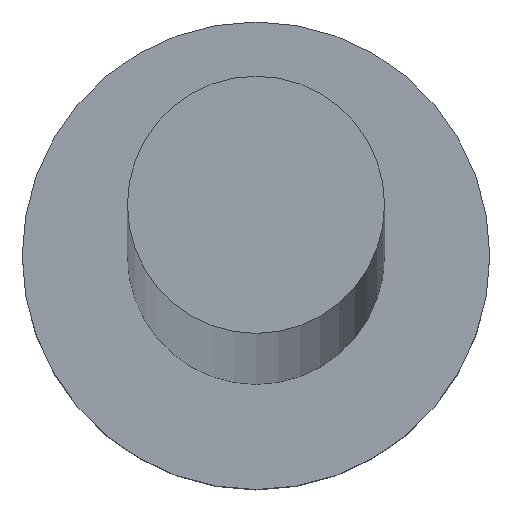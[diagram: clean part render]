
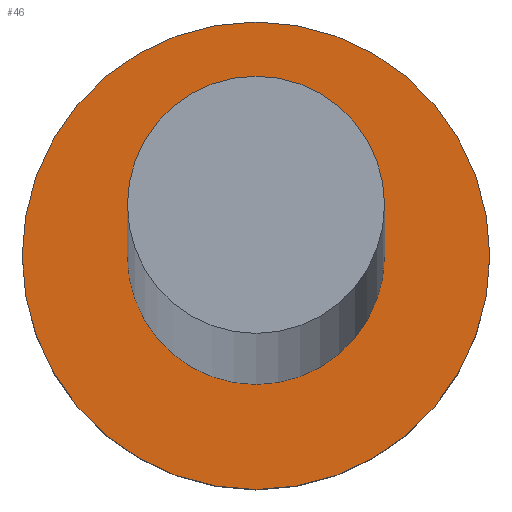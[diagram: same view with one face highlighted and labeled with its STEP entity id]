
A CAD part, top view. The second image highlights one B-rep face of the part: STEP entity #46.
In plain terms, the highlighted planar face has unit normal (0, 0, 1).
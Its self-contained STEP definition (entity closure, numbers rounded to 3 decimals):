
#3 = ORIENTED_EDGE ( 'NONE', *, *, #117, .T. ) ;
#4 = CIRCLE ( 'NONE', #37, 2. ) ;
#7 = FACE_OUTER_BOUND ( 'NONE', #201, .T. ) ;
#11 = CARTESIAN_POINT ( 'NONE',  ( 0., 0., 2. ) ) ;
#18 = ORIENTED_EDGE ( 'NONE', *, *, #244, .F. ) ;
#20 = DIRECTION ( 'NONE',  ( 0., 0., 1. ) ) ;
#27 = FACE_BOUND ( 'NONE', #105, .T. ) ;
#37 = AXIS2_PLACEMENT_3D ( 'NONE', #11, #175, #66 ) ;
#46 = ADVANCED_FACE ( 'NONE', ( #27, #7 ), #190, .T. ) ;
#51 = CARTESIAN_POINT ( 'NONE',  ( 0., 0., 2. ) ) ;
#64 = VERTEX_POINT ( 'NONE', #152 ) ;
#66 = DIRECTION ( 'NONE',  ( 1., 0., 0. ) ) ;
#70 = AXIS2_PLACEMENT_3D ( 'NONE', #51, #153, #128 ) ;
#71 = CARTESIAN_POINT ( 'NONE',  ( 0., 0., 2. ) ) ;
#85 = VERTEX_POINT ( 'NONE', #225 ) ;
#95 = DIRECTION ( 'NONE',  ( 1., 0., 0. ) ) ;
#98 = CARTESIAN_POINT ( 'NONE',  ( 0., 0., 2. ) ) ;
#105 = EDGE_LOOP ( 'NONE', ( #163, #18 ) ) ;
#114 = CARTESIAN_POINT ( 'NONE',  ( 0., 0., 2. ) ) ;
#115 = AXIS2_PLACEMENT_3D ( 'NONE', #71, #172, #95 ) ;
#117 = EDGE_CURVE ( 'NONE', #168, #64, #4, .T. ) ;
#121 = ORIENTED_EDGE ( 'NONE', *, *, #191, .T. ) ;
#123 = CARTESIAN_POINT ( 'NONE',  ( -1.1, 0., 2. ) ) ;
#128 = DIRECTION ( 'NONE',  ( 1., 0., 0. ) ) ;
#147 = EDGE_CURVE ( 'NONE', #217, #85, #212, .T. ) ;
#152 = CARTESIAN_POINT ( 'NONE',  ( 2., 0., 2. ) ) ;
#153 = DIRECTION ( 'NONE',  ( 0., 0., 1. ) ) ;
#163 = ORIENTED_EDGE ( 'NONE', *, *, #147, .F. ) ;
#164 = DIRECTION ( 'NONE',  ( 1., 0., 0. ) ) ;
#168 = VERTEX_POINT ( 'NONE', #207 ) ;
#172 = DIRECTION ( 'NONE',  ( 0., 0., 1. ) ) ;
#173 = CIRCLE ( 'NONE', #195, 2. ) ;
#175 = DIRECTION ( 'NONE',  ( 0., 0., 1. ) ) ;
#190 = PLANE ( 'NONE',  #115 ) ;
#191 = EDGE_CURVE ( 'NONE', #64, #168, #173, .T. ) ;
#192 = DIRECTION ( 'NONE',  ( 1., 0., 0. ) ) ;
#195 = AXIS2_PLACEMENT_3D ( 'NONE', #114, #248, #192 ) ;
#200 = AXIS2_PLACEMENT_3D ( 'NONE', #98, #20, #164 ) ;
#201 = EDGE_LOOP ( 'NONE', ( #3, #121 ) ) ;
#207 = CARTESIAN_POINT ( 'NONE',  ( -2., 0., 2. ) ) ;
#211 = CIRCLE ( 'NONE', #200, 1.1 ) ;
#212 = CIRCLE ( 'NONE', #70, 1.1 ) ;
#217 = VERTEX_POINT ( 'NONE', #123 ) ;
#225 = CARTESIAN_POINT ( 'NONE',  ( 1.1, 0., 2. ) ) ;
#244 = EDGE_CURVE ( 'NONE', #85, #217, #211, .T. ) ;
#248 = DIRECTION ( 'NONE',  ( 0., 0., 1. ) ) ;
